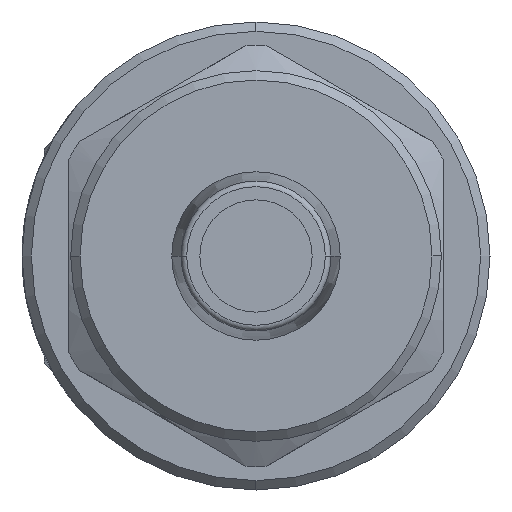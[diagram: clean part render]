
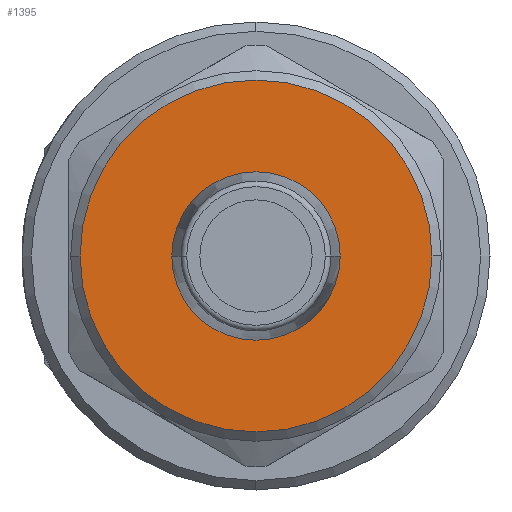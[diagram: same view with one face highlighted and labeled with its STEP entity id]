
A CAD part, left-side view. The second image highlights one B-rep face of the part: STEP entity #1395.
In plain terms, the highlighted planar face has unit normal (-1, 0, 0).
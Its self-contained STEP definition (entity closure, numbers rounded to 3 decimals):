
#467 = CARTESIAN_POINT ( 'NONE',  ( -52.5, 0., 0. ) ) ;
#468 = DIRECTION ( 'NONE',  ( -1., 0., 0. ) ) ;
#469 = DIRECTION ( 'NONE',  ( 0., -1., 0. ) ) ;
#586 = CARTESIAN_POINT ( 'NONE',  ( -52.5, 0., 0. ) ) ;
#587 = DIRECTION ( 'NONE',  ( -1., 0., 0. ) ) ;
#588 = DIRECTION ( 'NONE',  ( 0., -1., 0. ) ) ;
#652 = ORIENTED_EDGE ( 'NONE', *, *, #1607, .F. ) ;
#755 = ORIENTED_EDGE ( 'NONE', *, *, #1637, .T. ) ;
#773 = DIRECTION ( 'NONE',  ( 0., -1., 0. ) ) ;
#793 = CARTESIAN_POINT ( 'NONE',  ( -52.5, 0., 4.5 ) ) ;
#830 = DIRECTION ( 'NONE',  ( -1., 0., 0. ) ) ;
#839 = PLANE ( 'NONE',  #2713 ) ;
#926 = EDGE_LOOP ( 'NONE', ( #755, #3009 ) ) ;
#935 = EDGE_LOOP ( 'NONE', ( #652, #3011 ) ) ;
#1101 = EDGE_CURVE ( 'NONE', #1851, #1847, #2491, .T. ) ;
#1395 = ADVANCED_FACE ( 'NONE', ( #1961, #1962 ), #839, .T. ) ;
#1575 = EDGE_CURVE ( 'NONE', #1801, #1820, #2664, .T. ) ;
#1607 = EDGE_CURVE ( 'NONE', #1847, #1851, #2563, .T. ) ;
#1637 = EDGE_CURVE ( 'NONE', #1820, #1801, #2750, .T. ) ;
#1801 = VERTEX_POINT ( 'NONE', #2213 ) ;
#1820 = VERTEX_POINT ( 'NONE', #2232 ) ;
#1847 = VERTEX_POINT ( 'NONE', #2259 ) ;
#1851 = VERTEX_POINT ( 'NONE', #2263 ) ;
#1961 = FACE_OUTER_BOUND ( 'NONE', #926, .T. ) ;
#1962 = FACE_BOUND ( 'NONE', #935, .T. ) ;
#2140 = CARTESIAN_POINT ( 'NONE',  ( -52.5, 0., 0. ) ) ;
#2141 = DIRECTION ( 'NONE',  ( -1., 0., 0. ) ) ;
#2142 = DIRECTION ( 'NONE',  ( 0., -1., 0. ) ) ;
#2213 = CARTESIAN_POINT ( 'NONE',  ( -52.5, -9.4, 0. ) ) ;
#2232 = CARTESIAN_POINT ( 'NONE',  ( -52.5, 9.4, 0. ) ) ;
#2259 = CARTESIAN_POINT ( 'NONE',  ( -52.5, -4.5, 0. ) ) ;
#2263 = CARTESIAN_POINT ( 'NONE',  ( -52.5, 4.5, 0. ) ) ;
#2481 = AXIS2_PLACEMENT_3D ( 'NONE', #3157, #3149, #3112 ) ;
#2491 = CIRCLE ( 'NONE', #2481, 4.5 ) ;
#2563 = CIRCLE ( 'NONE', #2727, 4.5 ) ;
#2664 = CIRCLE ( 'NONE', #2666, 9.4 ) ;
#2666 = AXIS2_PLACEMENT_3D ( 'NONE', #467, #468, #469 ) ;
#2713 = AXIS2_PLACEMENT_3D ( 'NONE', #793, #830, #773 ) ;
#2727 = AXIS2_PLACEMENT_3D ( 'NONE', #586, #587, #588 ) ;
#2750 = CIRCLE ( 'NONE', #2757, 9.4 ) ;
#2757 = AXIS2_PLACEMENT_3D ( 'NONE', #2140, #2141, #2142 ) ;
#3009 = ORIENTED_EDGE ( 'NONE', *, *, #1575, .T. ) ;
#3011 = ORIENTED_EDGE ( 'NONE', *, *, #1101, .F. ) ;
#3112 = DIRECTION ( 'NONE',  ( 0., -1., 0. ) ) ;
#3149 = DIRECTION ( 'NONE',  ( -1., 0., 0. ) ) ;
#3157 = CARTESIAN_POINT ( 'NONE',  ( -52.5, 0., 0. ) ) ;
